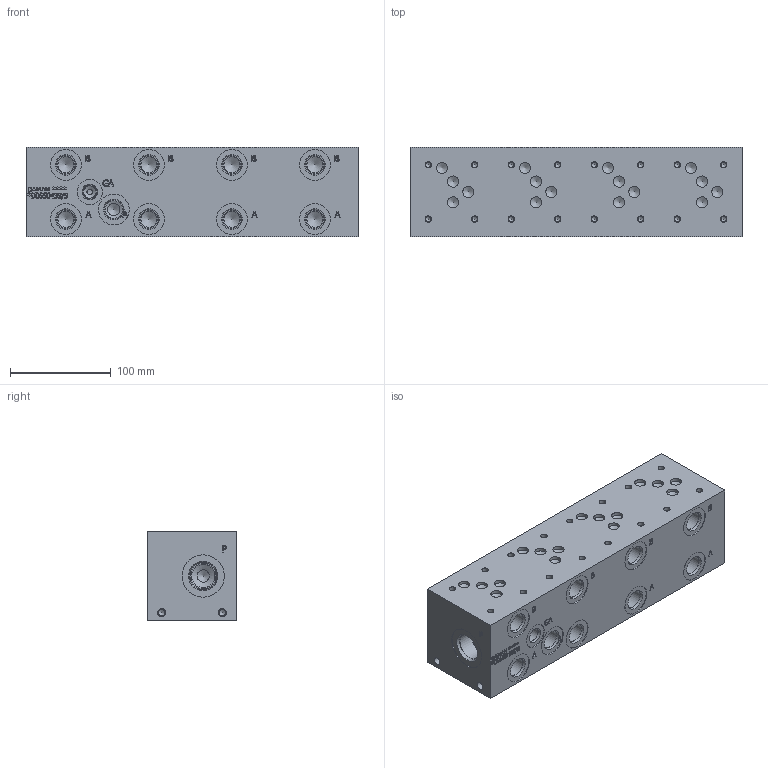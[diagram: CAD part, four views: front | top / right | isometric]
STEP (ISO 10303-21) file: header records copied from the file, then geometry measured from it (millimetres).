
FILE_DESCRIPTION(/* description */ (''),/* implementation_level */ '2;1');
FILE_NAME(/* name */ '_D05S043S_S.stp',/* time_stamp */ '2020-03-27T10:22:23-04:00',/* author */ ('alexanderw'),/* organization */ (''),/* preprocessor_version */ 'ST-DEVELOPER v17',/* originating_system */ 'Autodesk Inventor 2019',/* authorisation */ '');
FILE_SCHEMA (('AUTOMOTIVE_DESIGN { 1 0 10303 214 3 1 1 }'));
Length unit declared in the file: millimetre
Products named in the file (1): Part_AD05S043S~S_3D
Bounding box: 330.2 x 88.9 x 88.9 mm (x, y, z)
Volume: 2449505.1 mm3; surface area: 169328.7 mm2
Topology: 1 solids, 1 shells, 827 faces, 2267 edges, 1539 vertices
Faces by surface type: plane 416, bspline 198, cylinder 124, cone 89
Full cylindrical faces by diameter (mm): 5.105 x16, 6.35 x16, 6.528 x4, 7.925 x4, 11.125 x17, 12.294 x3, 12.9 x1, 14.275 x1, 14.529 x1, 15.875 x8, 17.475 x1, 17.501 x9, 19.05 x9, 19.253 x9, 22.225 x1, 23.012 x2, 23.698 x1, 24.917 x2, 25.019 x1, 25.4 x1, 26.187 x1, 26.99 x2, 27.381 x1, 27.432 x2, 30.632 x8, 42.037 x1
Entity records: 27786 total; most frequent: CARTESIAN_POINT 7195, ORIENTED_EDGE 4438, DIRECTION 3540, EDGE_CURVE 2219, VERTEX_POINT 1539, LINE 1360, VECTOR 1360, AXIS2_PLACEMENT_3D 1090
